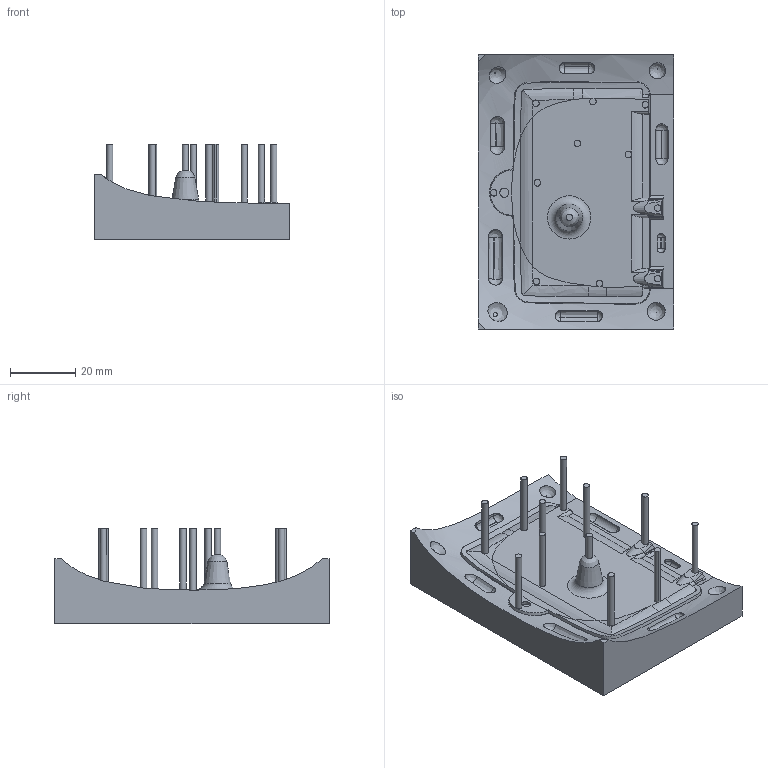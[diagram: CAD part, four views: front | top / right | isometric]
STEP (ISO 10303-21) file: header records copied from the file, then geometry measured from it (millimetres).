
FILE_DESCRIPTION(/* description */ (''),/* implementation_level */ '2;1');
FILE_NAME(/* name */ 'Stylish Belt Synth - Battery Door 2 - Inside Positive.step',/* time_stamp */ '2020-01-29T02:10:26-08:00',/* author */ (''),/* organization */ (''),/* preprocessor_version */ 'ST-DEVELOPER v18',/* originating_system */ 'Autodesk Translation Framework v8.12.0.6',/* authorisation */ '');
FILE_SCHEMA (('AUTOMOTIVE_DESIGN { 1 0 10303 214 3 1 1 }'));
Length unit declared in the file: millimetre
Products named in the file (3): Stylish Belt Synth V4 Plastic Enclosure; Molds for Molds; Right Battery Door
Assembly tree (2 placements, depth 3):
  Stylish Belt Synth V4 Plastic Enclosure
    Molds for Molds
      Right Battery Door
Bounding box: 60 x 84.31 x 29.42 mm (x, y, z)
Volume: 52780.2 mm3; surface area: 15676.6 mm2
Topology: 1 solids, 1 shells, 229 faces, 663 edges, 455 vertices
Faces by surface type: bspline 85, plane 75, cylinder 50, cone 13, torus 6
Full cylindrical faces by diameter (mm): 2 x9
Entity records: 17003 total; most frequent: CARTESIAN_POINT 11660, ORIENTED_EDGE 1326, DIRECTION 759, EDGE_CURVE 663, VERTEX_POINT 455, B_SPLINE_CURVE_WITH_KNOTS 340, AXIS2_PLACEMENT_3D 290, EDGE_LOOP 248
